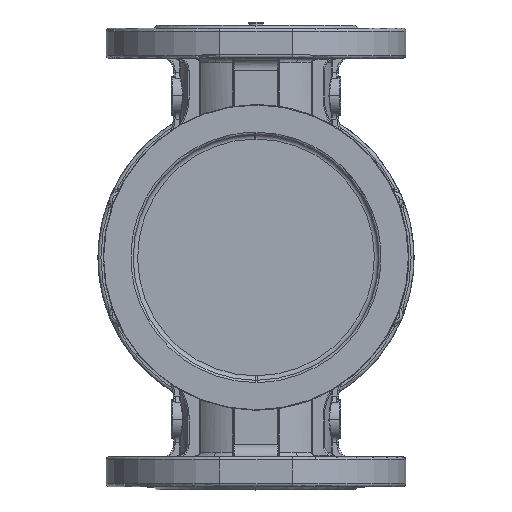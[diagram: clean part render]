
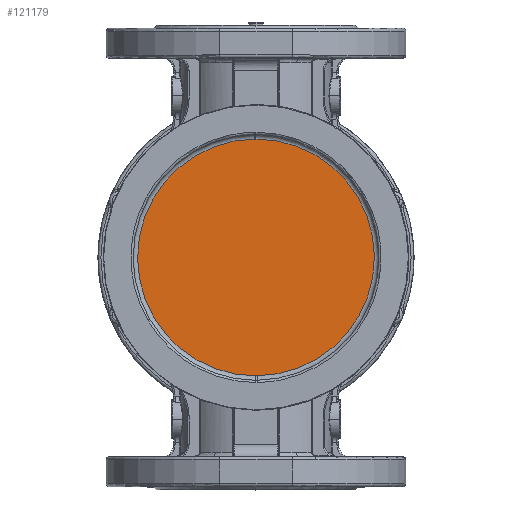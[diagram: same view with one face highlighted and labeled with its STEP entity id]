
A CAD part, top view. The second image highlights one B-rep face of the part: STEP entity #121179.
In plain terms, the highlighted planar face has unit normal (0, 0, 1).
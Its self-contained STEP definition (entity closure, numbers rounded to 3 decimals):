
#120303=CARTESIAN_POINT('Vertex',(174.669,67.5,-117.62)) ;
#120306=CARTESIAN_POINT('Axis2P3D Location',(174.669,146.5,-117.62)) ;
#120310=CARTESIAN_POINT('Vertex',(173.651,225.493,-117.62)) ;
#120330=CARTESIAN_POINT('Axis2P3D Location',(174.669,146.5,-117.62)) ;
#120334=CARTESIAN_POINT('Vertex',(174.669,225.5,-117.62)) ;
#120354=CARTESIAN_POINT('Axis2P3D Location',(174.669,146.5,-117.62)) ;
#120358=CARTESIAN_POINT('Vertex',(175.687,67.507,-117.62)) ;
#120378=CARTESIAN_POINT('Axis2P3D Location',(174.669,146.5,-117.62)) ;
#121168=CARTESIAN_POINT('Axis2P3D Location',(174.669,146.5,-117.62)) ;
#120307=DIRECTION('Axis2P3D Direction',(-0.,0.,1.)) ;
#120331=DIRECTION('Axis2P3D Direction',(-0.,0.,1.)) ;
#120355=DIRECTION('Axis2P3D Direction',(0.,0.,1.)) ;
#120379=DIRECTION('Axis2P3D Direction',(0.,0.,1.)) ;
#121169=DIRECTION('Axis2P3D Direction',(0.,-0.,1.)) ;
#121170=DIRECTION('Axis2P3D XDirection',(0.,1.,0.)) ;
#120308=AXIS2_PLACEMENT_3D('Circle Axis2P3D',#120306,#120307,$) ;
#120332=AXIS2_PLACEMENT_3D('Circle Axis2P3D',#120330,#120331,$) ;
#120356=AXIS2_PLACEMENT_3D('Circle Axis2P3D',#120354,#120355,$) ;
#120380=AXIS2_PLACEMENT_3D('Circle Axis2P3D',#120378,#120379,$) ;
#121171=AXIS2_PLACEMENT_3D('Plane Axis2P3D',#121168,#121169,#121170) ;
#121174=ORIENTED_EDGE('',*,*,#120336,.F.) ;
#121175=ORIENTED_EDGE('',*,*,#120312,.F.) ;
#121176=ORIENTED_EDGE('',*,*,#120382,.F.) ;
#121177=ORIENTED_EDGE('',*,*,#120360,.F.) ;
#121179=ADVANCED_FACE('PartBody',(#121178),#121172,.T.) ;
#120309=CIRCLE('generated circle',#120308,79.) ;
#120333=CIRCLE('generated circle',#120332,79.) ;
#120357=CIRCLE('generated circle',#120356,79.) ;
#120381=CIRCLE('generated circle',#120380,79.) ;
#120312=EDGE_CURVE('',#120304,#120311,#120309,.F.) ;
#120336=EDGE_CURVE('',#120311,#120335,#120333,.F.) ;
#120360=EDGE_CURVE('',#120335,#120359,#120357,.F.) ;
#120382=EDGE_CURVE('',#120359,#120304,#120381,.F.) ;
#121173=EDGE_LOOP('',(#121174,#121175,#121176,#121177)) ;
#121178=FACE_OUTER_BOUND('',#121173,.T.) ;
#121172=PLANE('',#121171) ;
#120304=VERTEX_POINT('',#120303) ;
#120311=VERTEX_POINT('',#120310) ;
#120335=VERTEX_POINT('',#120334) ;
#120359=VERTEX_POINT('',#120358) ;
